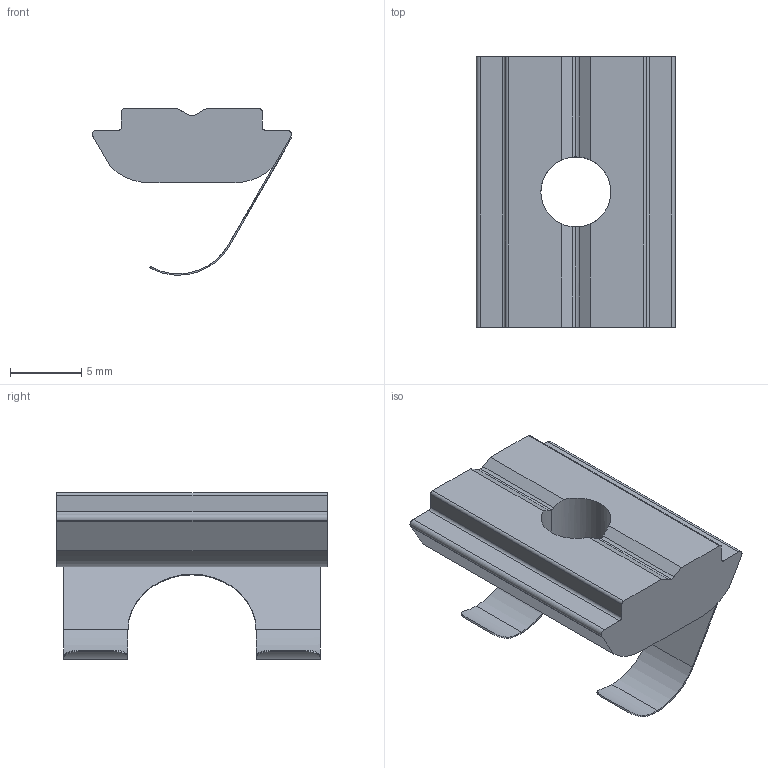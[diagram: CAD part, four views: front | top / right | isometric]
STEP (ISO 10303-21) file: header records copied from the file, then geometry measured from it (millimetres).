
FILE_DESCRIPTION (( 'STEP AP203' ), '1' );
FILE_NAME ('412529299_c_1.STEP', '2022-08-10T11:40:13', ( '' ), ( '' ), 'SwSTEP 2.0', 'SolidWorks 2014', '' );
FILE_SCHEMA (( 'CONFIG_CONTROL_DESIGN' ));
Length unit declared in the file: millimetre
Products named in the file (1): 412529299_c_1
Bounding box: 14.02 x 19 x 11.7 mm (x, y, z)
Volume: 1032.6 mm3; surface area: 1100.2 mm2
Topology: 1 solids, 1 shells, 53 faces, 150 edges, 98 vertices
Faces by surface type: cylinder 28, plane 25
Entity records: 1865 total; most frequent: CARTESIAN_POINT 410, ORIENTED_EDGE 300, DIRECTION 282, EDGE_CURVE 150, AXIS2_PLACEMENT_3D 98, VERTEX_POINT 98, LINE 86, VECTOR 86
